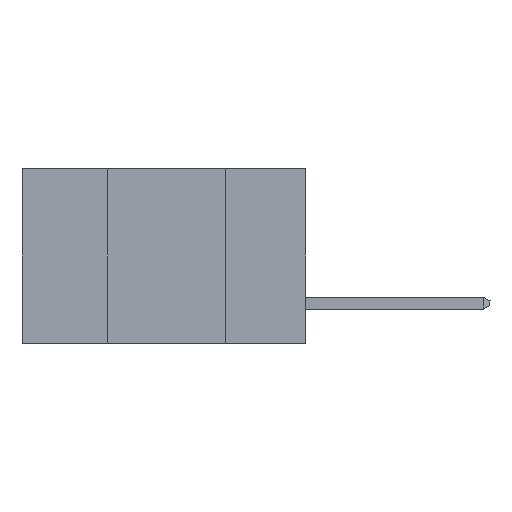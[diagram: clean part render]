
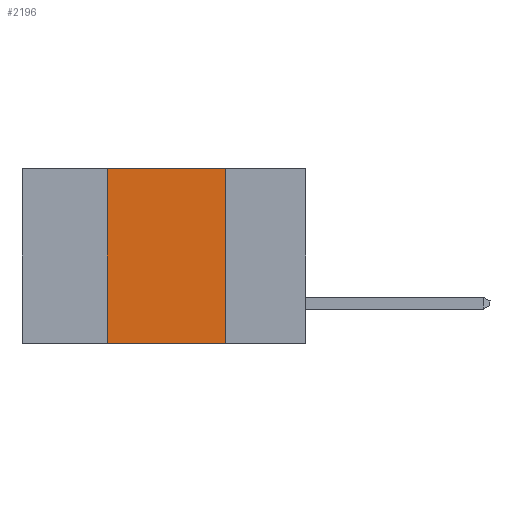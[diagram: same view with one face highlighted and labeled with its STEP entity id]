
A CAD part, left-side view. The second image highlights one B-rep face of the part: STEP entity #2196.
In plain terms, the highlighted planar face has unit normal (-1, 0, 0).
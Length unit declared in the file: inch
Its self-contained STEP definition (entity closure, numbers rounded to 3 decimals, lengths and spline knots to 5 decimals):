
#3 = EDGE_LOOP ( 'NONE', ( #1375, #4927, #1935, #7252 ) ) ;
#1064 = EDGE_CURVE ( 'NONE', #6815, #2518, #3715, .T. ) ;
#1263 = CARTESIAN_POINT ( 'NONE',  ( 0., 0.17, -0.37 ) ) ;
#1375 = ORIENTED_EDGE ( 'NONE', *, *, #1064, .F. ) ;
#1521 = DIRECTION ( 'NONE',  ( 0., 0., -1. ) ) ;
#1620 = DIRECTION ( 'NONE',  ( 0., 0., -1. ) ) ;
#1845 = VERTEX_POINT ( 'NONE', #6642 ) ;
#1935 = ORIENTED_EDGE ( 'NONE', *, *, #2497, .F. ) ;
#2143 = CARTESIAN_POINT ( 'NONE',  ( 0., 0.42, -0.37 ) ) ;
#2196 = ADVANCED_FACE ( 'NONE', ( #6912 ), #8276, .F. ) ;
#2497 = EDGE_CURVE ( 'NONE', #7045, #1845, #7381, .T. ) ;
#2518 = VERTEX_POINT ( 'NONE', #1263 ) ;
#3246 = VECTOR ( 'NONE', #1521, 39.37008 ) ;
#3253 = LINE ( 'NONE', #6243, #9201 ) ;
#3324 = AXIS2_PLACEMENT_3D ( 'NONE', #3714, #5293, #1620 ) ;
#3714 = CARTESIAN_POINT ( 'NONE',  ( 0., 0.6, 0. ) ) ;
#3715 = LINE ( 'NONE', #5928, #3246 ) ;
#4707 = VECTOR ( 'NONE', #7924, 39.37008 ) ;
#4927 = ORIENTED_EDGE ( 'NONE', *, *, #7097, .F. ) ;
#4951 = EDGE_CURVE ( 'NONE', #7045, #2518, #3253, .T. ) ;
#5115 = VECTOR ( 'NONE', #8659, 39.37008 ) ;
#5293 = DIRECTION ( 'NONE',  ( 1., 0., 0. ) ) ;
#5683 = CARTESIAN_POINT ( 'NONE',  ( 0., 0.6, 0. ) ) ;
#5928 = CARTESIAN_POINT ( 'NONE',  ( 0., 0.17, -0.37 ) ) ;
#6243 = CARTESIAN_POINT ( 'NONE',  ( 0., 0.6, -0.37 ) ) ;
#6642 = CARTESIAN_POINT ( 'NONE',  ( 0., 0.42, 0. ) ) ;
#6815 = VERTEX_POINT ( 'NONE', #8382 ) ;
#6912 = FACE_OUTER_BOUND ( 'NONE', #3, .T. ) ;
#7045 = VERTEX_POINT ( 'NONE', #7098 ) ;
#7097 = EDGE_CURVE ( 'NONE', #1845, #6815, #9302, .T. ) ;
#7098 = CARTESIAN_POINT ( 'NONE',  ( 0., 0.42, -0.37 ) ) ;
#7252 = ORIENTED_EDGE ( 'NONE', *, *, #4951, .T. ) ;
#7381 = LINE ( 'NONE', #2143, #4707 ) ;
#7924 = DIRECTION ( 'NONE',  ( 0., 0., 1. ) ) ;
#8276 = PLANE ( 'NONE',  #3324 ) ;
#8382 = CARTESIAN_POINT ( 'NONE',  ( 0., 0.17, 0. ) ) ;
#8659 = DIRECTION ( 'NONE',  ( 0., -1., 0. ) ) ;
#9201 = VECTOR ( 'NONE', #9226, 39.37008 ) ;
#9226 = DIRECTION ( 'NONE',  ( 0., -1., 0. ) ) ;
#9302 = LINE ( 'NONE', #5683, #5115 ) ;
